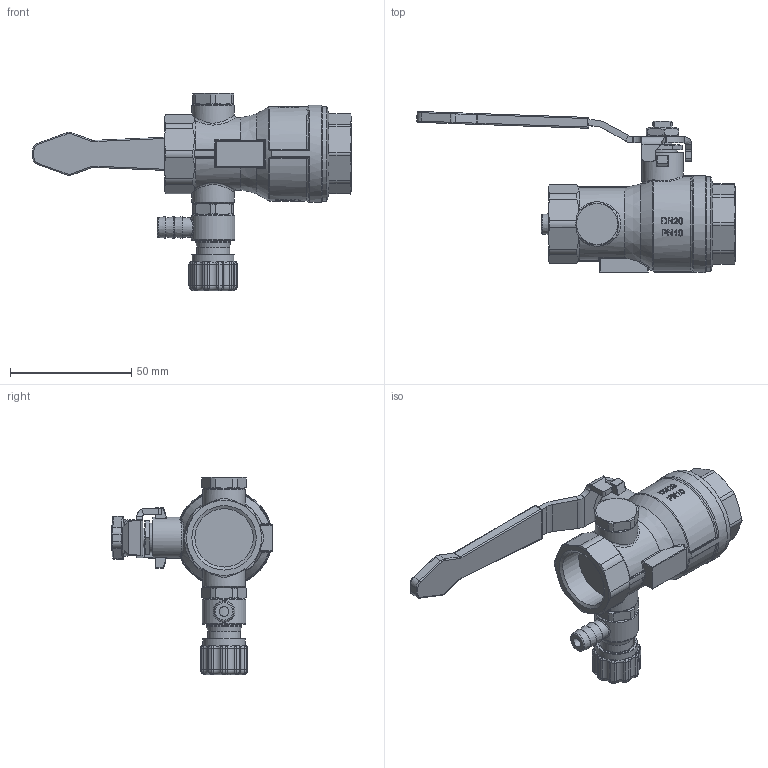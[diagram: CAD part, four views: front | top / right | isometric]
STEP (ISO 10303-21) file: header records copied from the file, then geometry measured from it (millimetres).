
FILE_DESCRIPTION (( 'STEP AP214' ), '1' );
FILE_NAME ('DVGW-034-W0E-4 Kugelhahn Entleerventil 2205.STEP', '2022-05-17T09:08:51', ( '' ), ( '' ), 'SwSTEP 2.0', 'SolidWorks 2019', '' );
FILE_SCHEMA (( 'AUTOMOTIVE_DESIGN' ));
Length unit declared in the file: millimetre
Products named in the file (1): DVGW-034-W0E-4 Kugelhahn Entleerventil 2205
Bounding box: 131.46 x 66.5 x 81.5 mm (x, y, z)
Volume: 84081 mm3; surface area: 22788.9 mm2
Topology: 1 solids, 1 shells, 830 faces, 2071 edges, 1232 vertices
Faces by surface type: plane 255, cylinder 214, bspline 183, torus 71, cone 71, sphere 36
Full cylindrical faces by diameter (mm): 4 x1, 8 x2, 12.17 x1, 12.238 x1, 13.6 x1, 14.05 x1, 14.2 x1, 14.3 x1, 17 x1, 17.5 x3, 18 x1, 24.117 x2, 39 x1, 40 x1
Entity records: 38153 total; most frequent: CARTESIAN_POINT 15888, ORIENTED_EDGE 3890, DIRECTION 3114, EDGE_CURVE 1945, VERTEX_POINT 1215, AXIS2_PLACEMENT_3D 1208, EDGE_LOOP 928, FACE_OUTER_BOUND 856
